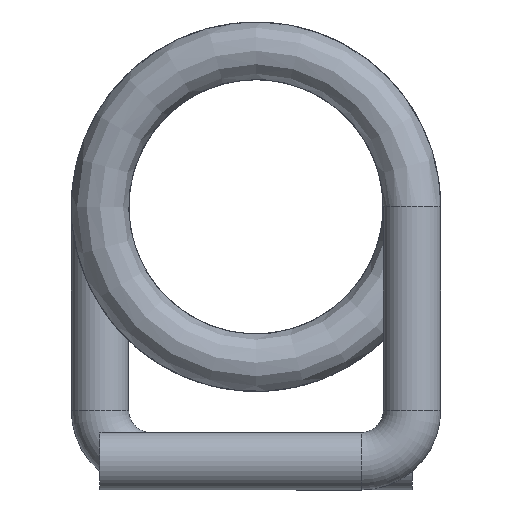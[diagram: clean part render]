
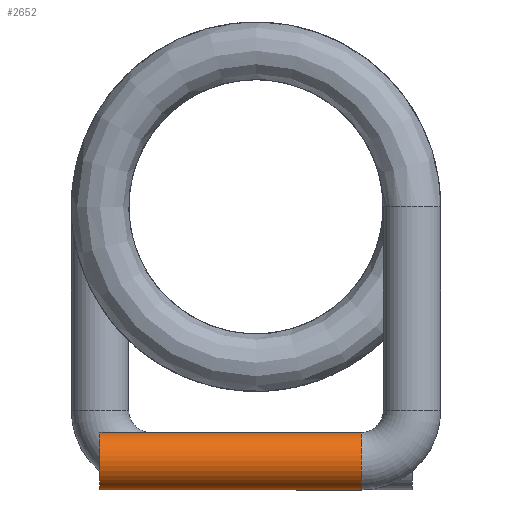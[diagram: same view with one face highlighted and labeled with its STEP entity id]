
A CAD part, front view. The second image highlights one B-rep face of the part: STEP entity #2652.
In plain terms, the highlighted cylindrical face has radius 1.13 mm (diameter 2.26 mm), a partial arc.
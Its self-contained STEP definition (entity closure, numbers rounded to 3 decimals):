
#24 = CARTESIAN_POINT ( 'NONE',  ( -6.13, 0., -8.87 ) ) ;
#234 = VECTOR ( 'NONE', #1562, 1000. ) ;
#296 = CARTESIAN_POINT ( 'NONE',  ( 4.13, 0., -10. ) ) ;
#565 = CARTESIAN_POINT ( 'NONE',  ( 4.13, 0., -11.13 ) ) ;
#742 = CARTESIAN_POINT ( 'NONE',  ( 4.13, 0., -11.13 ) ) ;
#800 = FACE_OUTER_BOUND ( 'NONE', #1200, .T. ) ;
#934 = VERTEX_POINT ( 'NONE', #2503 ) ;
#1001 = EDGE_CURVE ( 'NONE', #934, #2362, #2501, .T. ) ;
#1013 = DIRECTION ( 'NONE',  ( -1., 0., 0. ) ) ;
#1069 = AXIS2_PLACEMENT_3D ( 'NONE', #296, #2103, #3120 ) ;
#1200 = EDGE_LOOP ( 'NONE', ( #1978, #3263, #3130, #2722 ) ) ;
#1352 = VERTEX_POINT ( 'NONE', #1450 ) ;
#1450 = CARTESIAN_POINT ( 'NONE',  ( -6.13, 0., -11.13 ) ) ;
#1465 = DIRECTION ( 'NONE',  ( 0., 0., -1. ) ) ;
#1510 = CARTESIAN_POINT ( 'NONE',  ( 4.13, 0., -8.87 ) ) ;
#1562 = DIRECTION ( 'NONE',  ( -1., 0., 0. ) ) ;
#1579 = CYLINDRICAL_SURFACE ( 'NONE', #1069, 1.13 ) ;
#1607 = EDGE_CURVE ( 'NONE', #934, #2216, #2789, .T. ) ;
#1678 = CIRCLE ( 'NONE', #1946, 1.13 ) ;
#1750 = VECTOR ( 'NONE', #1013, 1000. ) ;
#1763 = EDGE_CURVE ( 'NONE', #2216, #1352, #1678, .T. ) ;
#1779 = DIRECTION ( 'NONE',  ( 1., 0., 0. ) ) ;
#1946 = AXIS2_PLACEMENT_3D ( 'NONE', #3054, #1779, #2552 ) ;
#1978 = ORIENTED_EDGE ( 'NONE', *, *, #3298, .F. ) ;
#2103 = DIRECTION ( 'NONE',  ( -1., 0., 0. ) ) ;
#2216 = VERTEX_POINT ( 'NONE', #24 ) ;
#2269 = CARTESIAN_POINT ( 'NONE',  ( 4.13, 0., -10. ) ) ;
#2362 = VERTEX_POINT ( 'NONE', #565 ) ;
#2501 = CIRCLE ( 'NONE', #2938, 1.13 ) ;
#2503 = CARTESIAN_POINT ( 'NONE',  ( 4.13, 0., -8.87 ) ) ;
#2521 = DIRECTION ( 'NONE',  ( 1., 0., 0. ) ) ;
#2552 = DIRECTION ( 'NONE',  ( 0., 0., -1. ) ) ;
#2562 = LINE ( 'NONE', #742, #1750 ) ;
#2652 = ADVANCED_FACE ( 'NONE', ( #800 ), #1579, .T. ) ;
#2722 = ORIENTED_EDGE ( 'NONE', *, *, #1763, .T. ) ;
#2789 = LINE ( 'NONE', #1510, #234 ) ;
#2938 = AXIS2_PLACEMENT_3D ( 'NONE', #2269, #2521, #1465 ) ;
#3054 = CARTESIAN_POINT ( 'NONE',  ( -6.13, 0., -10. ) ) ;
#3120 = DIRECTION ( 'NONE',  ( 0., 0., 1. ) ) ;
#3130 = ORIENTED_EDGE ( 'NONE', *, *, #1607, .T. ) ;
#3263 = ORIENTED_EDGE ( 'NONE', *, *, #1001, .F. ) ;
#3298 = EDGE_CURVE ( 'NONE', #2362, #1352, #2562, .T. ) ;
